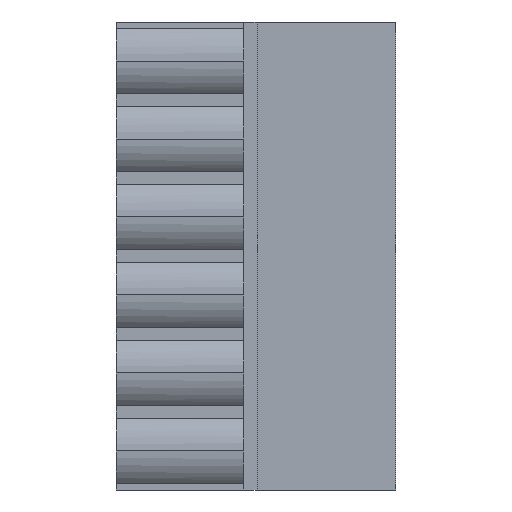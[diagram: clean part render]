
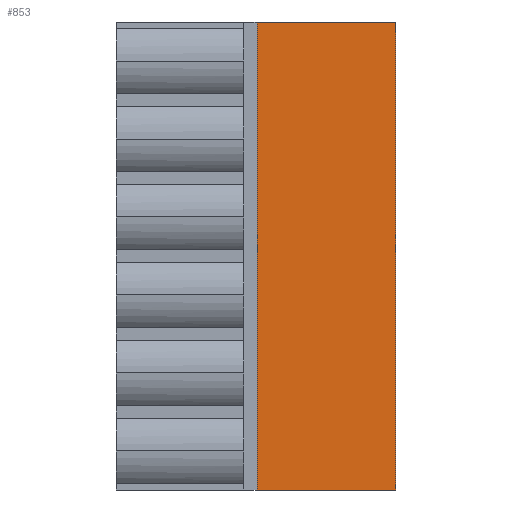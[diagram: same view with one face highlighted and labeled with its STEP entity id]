
A CAD part, front view. The second image highlights one B-rep face of the part: STEP entity #853.
In plain terms, the highlighted planar face has unit normal (0, -1, 0).
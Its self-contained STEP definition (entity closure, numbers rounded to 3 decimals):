
#853=ADVANCED_FACE('',(#1926),#1927,.T.);
#1926=FACE_OUTER_BOUND('',#3231,.T.);
#1927=PLANE('',#3232);
#3231=EDGE_LOOP('',(#5662,#5663,#5664,#5665));
#3232=AXIS2_PLACEMENT_3D('',#5666,#5667,#5668);
#5662=ORIENTED_EDGE('',*,*,#8439,.T.);
#5663=ORIENTED_EDGE('',*,*,#8440,.T.);
#5664=ORIENTED_EDGE('',*,*,#8441,.F.);
#5665=ORIENTED_EDGE('',*,*,#7823,.F.);
#5666=CARTESIAN_POINT('',(0.87,-1.73,-12.7));
#5667=DIRECTION('',(0.0,-1.0,0.0));
#5668=DIRECTION('',(0.0,0.0,-1.0));
#7823=EDGE_CURVE('',#9403,#9405,#9406,.T.);
#8439=EDGE_CURVE('',#9403,#10319,#10320,.T.);
#8440=EDGE_CURVE('',#10319,#10321,#10322,.T.);
#8441=EDGE_CURVE('',#9405,#10321,#10323,.T.);
#9403=VERTEX_POINT('',#11647);
#9405=VERTEX_POINT('',#11650);
#9406=LINE('',#11651,#11652);
#10319=VERTEX_POINT('',#12942);
#10320=LINE('',#12943,#12944);
#10321=VERTEX_POINT('',#12945);
#10322=LINE('',#12946,#12947);
#10323=LINE('',#12948,#12949);
#11647=CARTESIAN_POINT('',(0.87,-1.73,0.0));
#11650=CARTESIAN_POINT('',(9.9,-1.73,0.0));
#11651=CARTESIAN_POINT('',(-48.627,-1.73,0.0));
#11652=VECTOR('',#14692,1.0);
#12942=CARTESIAN_POINT('',(0.87,-1.73,-30.48));
#12943=CARTESIAN_POINT('',(0.87,-1.73,-22.94));
#12944=VECTOR('',#15391,1.0);
#12945=CARTESIAN_POINT('',(9.9,-1.73,-30.48));
#12946=CARTESIAN_POINT('',(-48.627,-1.73,-30.48));
#12947=VECTOR('',#15392,1.0);
#12948=CARTESIAN_POINT('',(9.9,-1.73,-22.94));
#12949=VECTOR('',#15393,1.0);
#14692=DIRECTION('',(1.0,0.0,0.0));
#15391=DIRECTION('',(0.0,0.0,-1.0));
#15392=DIRECTION('',(1.0,0.0,0.0));
#15393=DIRECTION('',(0.0,0.0,-1.0));
